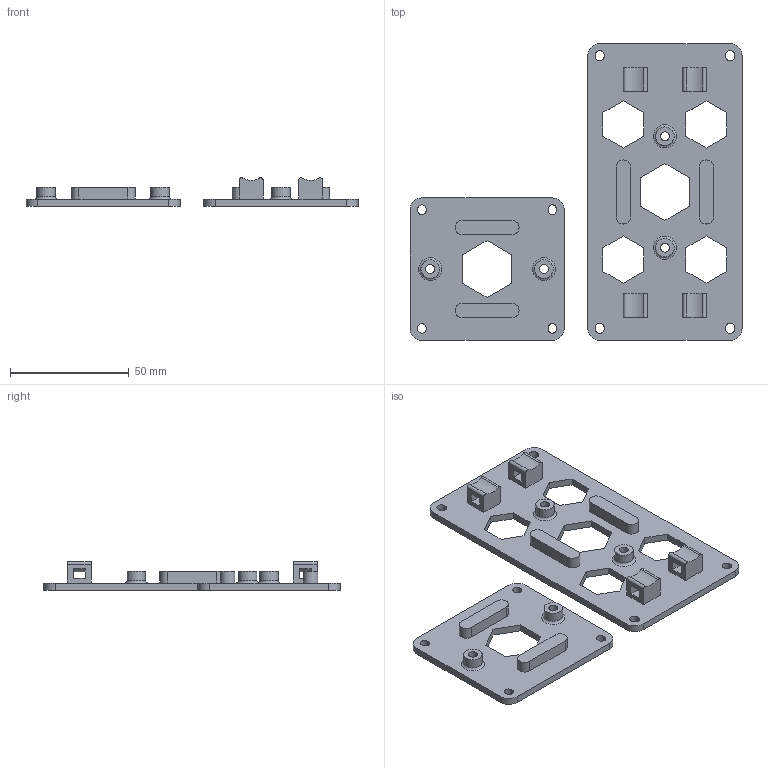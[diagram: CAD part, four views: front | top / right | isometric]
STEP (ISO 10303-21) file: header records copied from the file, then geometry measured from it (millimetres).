
FILE_DESCRIPTION(/* description */ (''),/* implementation_level */ '2;1');
FILE_NAME(/* name */ 'Lower Bay - 48mm SSR.step',/* time_stamp */ '2022-11-28T12:07:13-06:00',/* author */ (''),/* organization */ (''),/* preprocessor_version */ 'ST-DEVELOPER v19.2',/* originating_system */ 'Autodesk Translation Framework v11.17.0.187',/* authorisation */ '');
FILE_SCHEMA (('AUTOMOTIVE_DESIGN { 1 0 10303 214 3 1 1 }'));
Length unit declared in the file: millimetre
Products named in the file (3): Lower Bay - 48mm SSR; Long Tray; Short Tray
Assembly tree (2 placements, depth 2):
  Lower Bay - 48mm SSR
    Long Tray
    Short Tray
Bounding box: 140 x 125 x 12 mm (x, y, z)
Volume: 36741.6 mm3; surface area: 27306.4 mm2
Topology: 2 solids, 2 shells, 168 faces, 454 edges, 302 vertices
Faces by surface type: plane 108, cylinder 56, torus 4
Full cylindrical faces by diameter (mm): 3.8 x4, 7.8 x4
Entity records: 5464 total; most frequent: CARTESIAN_POINT 929, DIRECTION 922, ORIENTED_EDGE 908, EDGE_CURVE 454, LINE 332, VECTOR 332, VERTEX_POINT 302, AXIS2_PLACEMENT_3D 295
